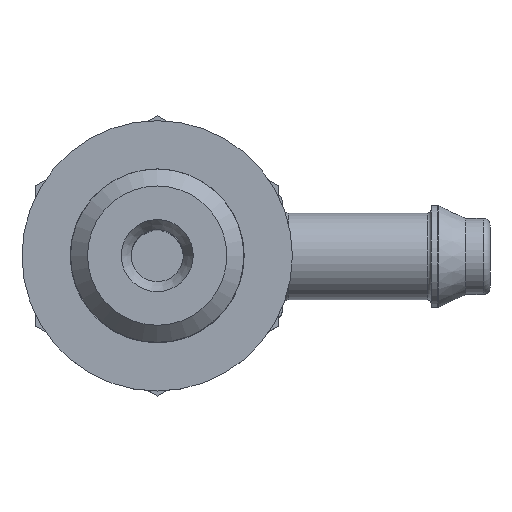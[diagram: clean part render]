
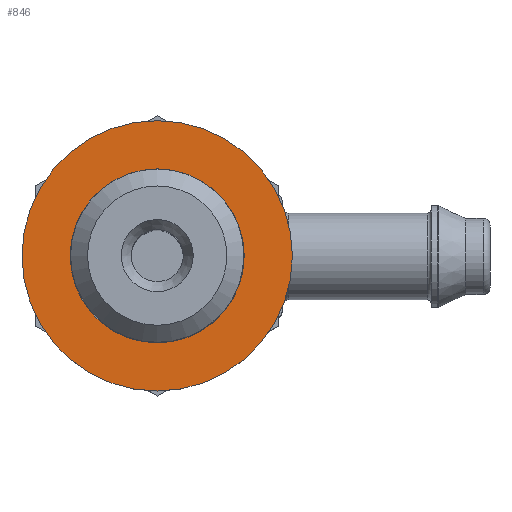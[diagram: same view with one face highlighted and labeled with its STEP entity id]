
A CAD part, top view. The second image highlights one B-rep face of the part: STEP entity #846.
In plain terms, the highlighted planar face has unit normal (0, 0, 1).
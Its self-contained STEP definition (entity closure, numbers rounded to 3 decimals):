
#46=PLANE('',#961);
#333=ORIENTED_EDGE('',*,*,#465,.F.);
#334=ORIENTED_EDGE('',*,*,#466,.T.);
#465=EDGE_CURVE('',#547,#547,#594,.T.);
#466=EDGE_CURVE('',#548,#548,#595,.T.);
#547=VERTEX_POINT('',#1532);
#548=VERTEX_POINT('',#1535);
#594=CIRCLE('',#960,2.51);
#595=CIRCLE('',#962,3.9);
#675=EDGE_LOOP('',(#333));
#676=EDGE_LOOP('',(#334));
#764=FACE_BOUND('',#675,.T.);
#765=FACE_BOUND('',#676,.T.);
#846=ADVANCED_FACE('',(#764,#765),#46,.F.);
#960=AXIS2_PLACEMENT_3D('',#1531,#1200,#1201);
#961=AXIS2_PLACEMENT_3D('',#1533,#1202,#1203);
#962=AXIS2_PLACEMENT_3D('',#1534,#1204,#1205);
#1200=DIRECTION('',(0.,0.,1.));
#1201=DIRECTION('',(1.,0.,0.));
#1202=DIRECTION('',(0.,0.,-1.));
#1203=DIRECTION('',(-1.,0.,0.));
#1204=DIRECTION('',(0.,0.,1.));
#1205=DIRECTION('',(1.,0.,0.));
#1531=CARTESIAN_POINT('',(0.,0.,10.2));
#1532=CARTESIAN_POINT('',(2.51,0.,10.2));
#1533=CARTESIAN_POINT('',(3.5,0.,10.2));
#1534=CARTESIAN_POINT('',(0.,0.,10.2));
#1535=CARTESIAN_POINT('',(3.9,0.,10.2));
